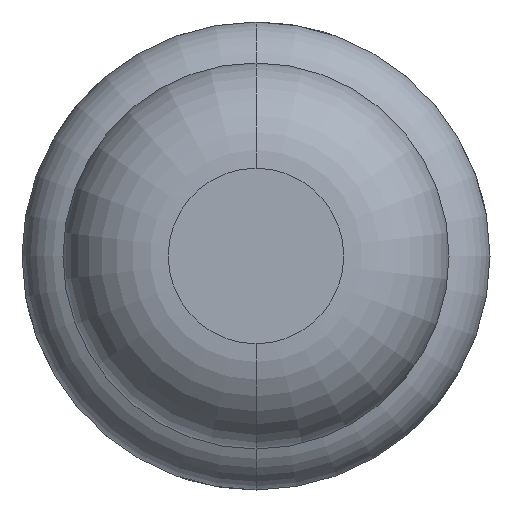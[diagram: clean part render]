
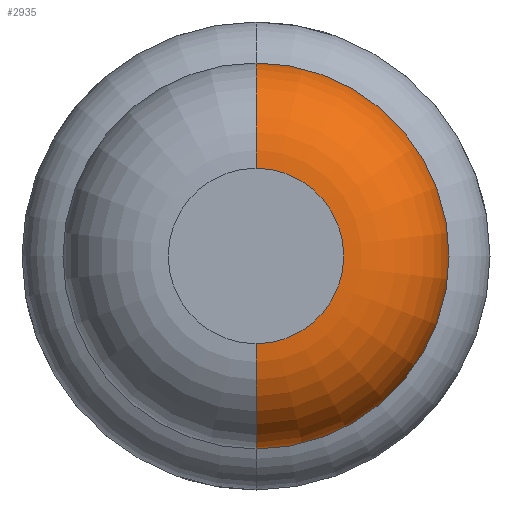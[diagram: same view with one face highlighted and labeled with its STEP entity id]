
A CAD part, front view. The second image highlights one B-rep face of the part: STEP entity #2935.
In plain terms, the highlighted toroidal (fillet/blend) face has major radius 0.375 mm and minor radius 0.45 mm.
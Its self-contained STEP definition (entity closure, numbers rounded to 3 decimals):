
#14 = EDGE_CURVE ( 'NONE', #1430, #1292, #3896, .T. ) ;
#30 = TOROIDAL_SURFACE ( 'NONE', #774, 0.375, 0.45 ) ;
#90 = EDGE_CURVE ( 'Defeature ausgef�hrt1_3+Defeature ausgef�hrt1_2+Defeature ausgef�hrt1_2+Defeature ausgef�hrt1_2', #1292, #2213, #1388, .T. ) ;
#204 = AXIS2_PLACEMENT_3D ( 'NONE', #2642, #3560, #2036 ) ;
#254 = AXIS2_PLACEMENT_3D ( 'NONE', #3110, #3140, #1346 ) ;
#281 = CARTESIAN_POINT ( 'NONE',  ( 0., -29., 0. ) ) ;
#490 = ORIENTED_EDGE ( 'NONE', *, *, #90, .F. ) ;
#658 = AXIS2_PLACEMENT_3D ( 'NONE', #281, #3234, #2913 ) ;
#774 = AXIS2_PLACEMENT_3D ( 'NONE', #2005, #2046, #2091 ) ;
#1100 = DIRECTION ( 'NONE',  ( 0., 0., 1. ) ) ;
#1205 = EDGE_CURVE ( 'NONE', #3836, #2213, #1829, .T. ) ;
#1292 = VERTEX_POINT ( 'NONE', #2268 ) ;
#1346 = DIRECTION ( 'NONE',  ( 0., 0., -1. ) ) ;
#1368 = CARTESIAN_POINT ( 'NONE',  ( 0., -29., -0.375 ) ) ;
#1380 = FACE_OUTER_BOUND ( 'NONE', #3811, .T. ) ;
#1388 = CIRCLE ( 'NONE', #204, 0.825 ) ;
#1430 = VERTEX_POINT ( 'NONE', #2106 ) ;
#1745 = AXIS2_PLACEMENT_3D ( 'NONE', #2574, #2546, #1100 ) ;
#1829 = CIRCLE ( 'NONE', #254, 0.45 ) ;
#1887 = CARTESIAN_POINT ( 'NONE',  ( 0., -28.55, -0.825 ) ) ;
#1978 = EDGE_CURVE ( 'Defeature ausgef�hrt1_2+Defeature ausgef�hrt1_1+Defeature ausgef�hrt1_1+Defeature ausgef�hrt1_1', #1430, #3836, #3420, .T. ) ;
#2005 = CARTESIAN_POINT ( 'NONE',  ( 0., -28.55, 0. ) ) ;
#2036 = DIRECTION ( 'NONE',  ( 0., 0., 1. ) ) ;
#2046 = DIRECTION ( 'NONE',  ( 0., 1., 0. ) ) ;
#2091 = DIRECTION ( 'NONE',  ( 0., 0., 1. ) ) ;
#2106 = CARTESIAN_POINT ( 'NONE',  ( 0., -29., 0.375 ) ) ;
#2213 = VERTEX_POINT ( 'NONE', #1887 ) ;
#2268 = CARTESIAN_POINT ( 'NONE',  ( 0., -28.55, 0.825 ) ) ;
#2462 = ORIENTED_EDGE ( 'NONE', *, *, #14, .F. ) ;
#2546 = DIRECTION ( 'NONE',  ( -1., 0., 0. ) ) ;
#2574 = CARTESIAN_POINT ( 'NONE',  ( 0., -28.55, 0.375 ) ) ;
#2605 = ORIENTED_EDGE ( 'NONE', *, *, #1978, .T. ) ;
#2642 = CARTESIAN_POINT ( 'NONE',  ( 0., -28.55, 0. ) ) ;
#2913 = DIRECTION ( 'NONE',  ( 0., 0., 1. ) ) ;
#2935 = ADVANCED_FACE ( 'Defeature ausgef�hrt1_2', ( #1380 ), #30, .T. ) ;
#3110 = CARTESIAN_POINT ( 'NONE',  ( 0., -28.55, -0.375 ) ) ;
#3140 = DIRECTION ( 'NONE',  ( 1., 0., 0. ) ) ;
#3234 = DIRECTION ( 'NONE',  ( 0., 1., 0. ) ) ;
#3420 = CIRCLE ( 'NONE', #658, 0.375 ) ;
#3560 = DIRECTION ( 'NONE',  ( 0., 1., 0. ) ) ;
#3607 = ORIENTED_EDGE ( 'NONE', *, *, #1205, .T. ) ;
#3811 = EDGE_LOOP ( 'NONE', ( #2605, #3607, #490, #2462 ) ) ;
#3836 = VERTEX_POINT ( 'NONE', #1368 ) ;
#3896 = CIRCLE ( 'NONE', #1745, 0.45 ) ;
